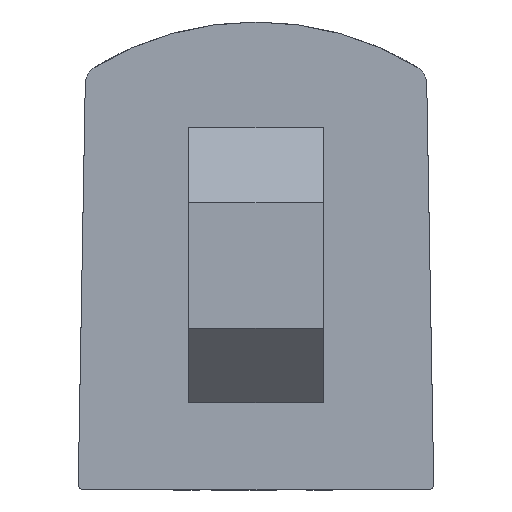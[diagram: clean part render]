
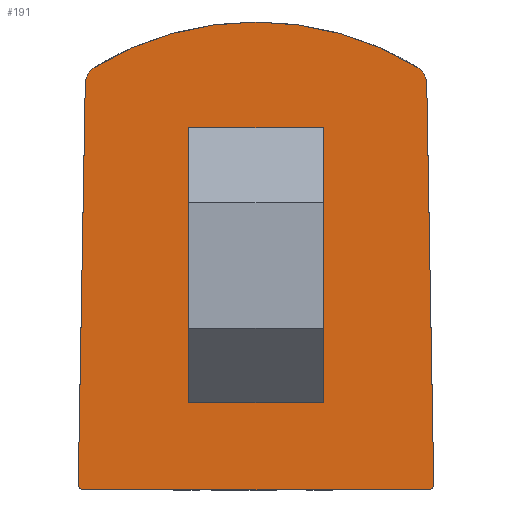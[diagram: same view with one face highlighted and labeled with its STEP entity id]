
A CAD part, front view. The second image highlights one B-rep face of the part: STEP entity #191.
In plain terms, the highlighted planar face has unit normal (0, -1, 0).
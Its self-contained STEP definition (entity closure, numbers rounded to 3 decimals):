
#191=ADVANCED_FACE('NONE',(#487,#488),#489,.F.);
#487=FACE_OUTER_BOUND('',#963,.T.);
#488=FACE_BOUND('',#964,.T.);
#489=PLANE('',#965);
#963=EDGE_LOOP('',(#2365,#2366,#2367,#2368,#2369,#2370,#2371,#2372,#2373));
#964=EDGE_LOOP('',(#2374,#2375,#2376,#2377,#2378,#2379));
#965=AXIS2_PLACEMENT_3D('',#2380,#2381,#2382);
#2365=ORIENTED_EDGE('',*,*,#3401,.F.);
#2366=ORIENTED_EDGE('',*,*,#3402,.F.);
#2367=ORIENTED_EDGE('',*,*,#3403,.T.);
#2368=ORIENTED_EDGE('',*,*,#3398,.F.);
#2369=ORIENTED_EDGE('',*,*,#3378,.F.);
#2370=ORIENTED_EDGE('',*,*,#3385,.F.);
#2371=ORIENTED_EDGE('',*,*,#3329,.F.);
#2372=ORIENTED_EDGE('',*,*,#3404,.F.);
#2373=ORIENTED_EDGE('',*,*,#3405,.F.);
#2374=ORIENTED_EDGE('',*,*,#3406,.F.);
#2375=ORIENTED_EDGE('',*,*,#3407,.F.);
#2376=ORIENTED_EDGE('',*,*,#3408,.F.);
#2377=ORIENTED_EDGE('',*,*,#3409,.F.);
#2378=ORIENTED_EDGE('',*,*,#3410,.F.);
#2379=ORIENTED_EDGE('',*,*,#3411,.F.);
#2380=CARTESIAN_POINT('',(-9.5,0.,-11.));
#2381=DIRECTION('',(0.0,1.0,0.));
#2382=DIRECTION('',(1.0,0.0,-0.0));
#3329=EDGE_CURVE('NONE',#3816,#3819,#3820,.T.);
#3378=EDGE_CURVE('NONE',#3907,#3909,#3910,.T.);
#3385=EDGE_CURVE('NONE',#3819,#3907,#3920,.T.);
#3398=EDGE_CURVE('NONE',#3909,#3938,#3939,.T.);
#3401=EDGE_CURVE('NONE',#3942,#3943,#3944,.T.);
#3402=EDGE_CURVE('NONE',#3945,#3942,#3946,.T.);
#3403=EDGE_CURVE('NONE',#3945,#3938,#3947,.T.);
#3404=EDGE_CURVE('NONE',#3948,#3816,#3949,.T.);
#3405=EDGE_CURVE('NONE',#3943,#3948,#3950,.T.);
#3406=EDGE_CURVE('NONE',#3951,#3952,#3953,.T.);
#3407=EDGE_CURVE('NONE',#3954,#3951,#3955,.T.);
#3408=EDGE_CURVE('NONE',#3956,#3954,#3957,.T.);
#3409=EDGE_CURVE('NONE',#3958,#3956,#3959,.T.);
#3410=EDGE_CURVE('NONE',#3960,#3958,#3961,.T.);
#3411=EDGE_CURVE('NONE',#3952,#3960,#3962,.T.);
#3816=VERTEX_POINT('',#4515);
#3819=VERTEX_POINT('NONE',#4519);
#3820=CIRCLE('',#4520,16.542);
#3907=VERTEX_POINT('NONE',#4695);
#3909=VERTEX_POINT('NONE',#4698);
#3910=LINE('',#4699,#4700);
#3920=CIRCLE('',#4742,1.0);
#3938=VERTEX_POINT('NONE',#4782);
#3939=CIRCLE('',#4783,0.3);
#3942=VERTEX_POINT('NONE',#4787);
#3943=VERTEX_POINT('NONE',#4788);
#3944=LINE('',#4789,#4790);
#3945=VERTEX_POINT('NONE',#4791);
#3946=CIRCLE('',#4792,0.3);
#3947=LINE('',#4793,#4794);
#3948=VERTEX_POINT('NONE',#4795);
#3949=CIRCLE('',#4796,16.542);
#3950=CIRCLE('',#4797,1.0);
#3951=VERTEX_POINT('NONE',#4798);
#3952=VERTEX_POINT('NONE',#4799);
#3953=CIRCLE('',#4800,3.5);
#3954=VERTEX_POINT('NONE',#4801);
#3955=LINE('',#4802,#4803);
#3956=VERTEX_POINT('NONE',#4804);
#3957=LINE('',#4805,#4806);
#3958=VERTEX_POINT('NONE',#4807);
#3959=CIRCLE('',#4808,3.5);
#3960=VERTEX_POINT('NONE',#4809);
#3961=LINE('',#4810,#4811);
#3962=LINE('',#4812,#4813);
#4515=CARTESIAN_POINT('',(0.,0.,14.0));
#4519=CARTESIAN_POINT('',(8.643,0.,11.562));
#4520=AXIS2_PLACEMENT_3D('',#5949,#5950,#5951);
#4695=CARTESIAN_POINT('',(9.121,0.,10.727));
#4698=CARTESIAN_POINT('',(9.495,0.0,-10.695));
#4699=CARTESIAN_POINT('',(9.5,0.,-11.));
#4700=VECTOR('',#6014,1000.0);
#4742=AXIS2_PLACEMENT_3D('',#6020,#6021,#6022);
#4782=CARTESIAN_POINT('',(9.195,0.0,-11.));
#4783=AXIS2_PLACEMENT_3D('',#6035,#6036,#6037);
#4787=CARTESIAN_POINT('',(-9.495,0.,-10.695));
#4788=CARTESIAN_POINT('',(-9.121,0.,10.727));
#4789=CARTESIAN_POINT('',(-9.495,0.,-10.695));
#4790=VECTOR('',#6039,1000.0);
#4791=CARTESIAN_POINT('',(-9.195,0.,-11.));
#4792=AXIS2_PLACEMENT_3D('',#6040,#6041,#6042);
#4793=CARTESIAN_POINT('',(-9.5,0.,-11.));
#4794=VECTOR('',#6043,1000.0);
#4795=CARTESIAN_POINT('',(-8.643,0.,11.562));
#4796=AXIS2_PLACEMENT_3D('',#6044,#6045,#6046);
#4797=AXIS2_PLACEMENT_3D('',#6047,#6048,#6049);
#4798=CARTESIAN_POINT('',(-0.25,0.,-3.1));
#4799=CARTESIAN_POINT('',(3.25,0.0,0.4));
#4800=AXIS2_PLACEMENT_3D('',#6050,#6051,#6052);
#4801=CARTESIAN_POINT('',(-3.25,0.,-3.1));
#4802=CARTESIAN_POINT('',(-9.5,0.,-3.1));
#4803=VECTOR('',#6053,1000.0);
#4804=CARTESIAN_POINT('',(-3.25,0.,1.6));
#4805=CARTESIAN_POINT('',(-3.25,0.,-11.));
#4806=VECTOR('',#6054,1000.0);
#4807=CARTESIAN_POINT('',(0.25,0.,5.1));
#4808=AXIS2_PLACEMENT_3D('',#6055,#6056,#6057);
#4809=CARTESIAN_POINT('',(3.25,0.,5.1));
#4810=CARTESIAN_POINT('',(-9.5,0.,5.1));
#4811=VECTOR('',#6058,1000.0);
#4812=CARTESIAN_POINT('',(3.25,0.,-11.));
#4813=VECTOR('',#6059,1000.0);
#5949=CARTESIAN_POINT('',(0.,0.,-2.542));
#5950=DIRECTION('',(0.,1.0,0.));
#5951=DIRECTION('',(0.,0.0,-1.0));
#6014=DIRECTION('',(0.017,0.0,-1.));
#6020=CARTESIAN_POINT('',(8.121,0.,10.71));
#6021=DIRECTION('',(0.,1.0,0.));
#6022=DIRECTION('',(0.,0.,-1.0));
#6035=CARTESIAN_POINT('',(9.195,0.,-10.7));
#6036=DIRECTION('',(0.0,1.0,-0.0));
#6037=DIRECTION('',(0.0,0.0,1.0));
#6039=DIRECTION('',(0.017,0.0,1.));
#6040=CARTESIAN_POINT('',(-9.195,0.,-10.7));
#6041=DIRECTION('',(0.0,1.0,-0.0));
#6042=DIRECTION('',(0.0,0.0,1.0));
#6043=DIRECTION('',(1.0,0.0,0.0));
#6044=CARTESIAN_POINT('',(0.,0.,-2.542));
#6045=DIRECTION('',(0.,1.0,0.));
#6046=DIRECTION('',(0.,0.0,-1.0));
#6047=CARTESIAN_POINT('',(-8.121,0.,10.71));
#6048=DIRECTION('',(0.,1.0,0.));
#6049=DIRECTION('',(0.,0.,-1.0));
#6050=CARTESIAN_POINT('',(-0.25,0.0,0.4));
#6051=DIRECTION('',(0.0,-1.0,0.));
#6052=DIRECTION('',(0.0,0.,1.0));
#6053=DIRECTION('',(1.0,0.0,-0.0));
#6054=DIRECTION('',(-0.0,0.,-1.0));
#6055=CARTESIAN_POINT('',(0.25,0.0,1.6));
#6056=DIRECTION('',(0.0,-1.0,0.));
#6057=DIRECTION('',(0.0,0.,1.0));
#6058=DIRECTION('',(-1.0,-0.0,0.0));
#6059=DIRECTION('',(0.0,0.,1.0));
